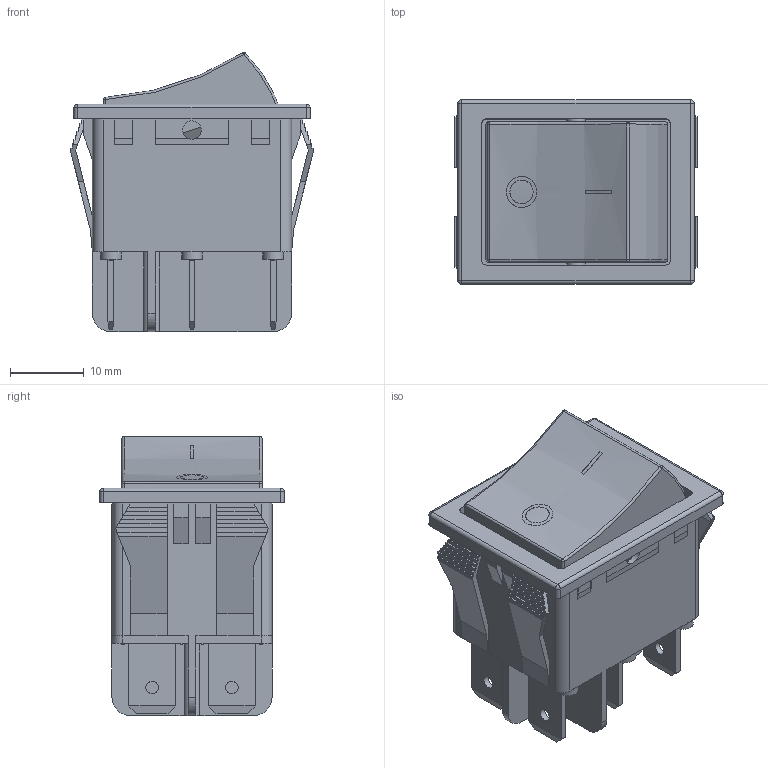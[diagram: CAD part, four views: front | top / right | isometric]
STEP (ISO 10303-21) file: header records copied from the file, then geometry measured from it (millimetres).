
FILE_DESCRIPTION(/* description */ (''),/* implementation_level */ '2;1');
FILE_NAME(/* name */ 'RB24GDxxx1.stp',/* time_stamp */ '2025-06-03T10:10:40-05:00',/* author */ ('mroman'),/* organization */ (''),/* preprocessor_version */ 'ST-DEVELOPER v18.1',/* originating_system */ 'Autodesk Inventor 2022',/* authorisation */ '');
FILE_SCHEMA (('AUTOMOTIVE_DESIGN { 1 0 10303 214 3 1 1 }'));
Products named in the file (1): RB24GDxxx1
Bounding box: 32.8 x 25 x 37.82 mm (x, y, z)
Volume: 7546.1 mm3; surface area: 9951.3 mm2
Topology: 1 solids, 7 shells, 1819 faces, 4913 edges, 3227 vertices
Faces by surface type: plane 1113, bspline 611, cylinder 81, sphere 8, torus 6
Full cylindrical faces by diameter (mm): 1.7 x6, 2.5 x2
Entity records: 63331 total; most frequent: CARTESIAN_POINT 21660, ORIENTED_EDGE 9818, DIRECTION 6304, EDGE_CURVE 4909, LINE 3470, VECTOR 3470, VERTEX_POINT 3227, EDGE_LOOP 1964
